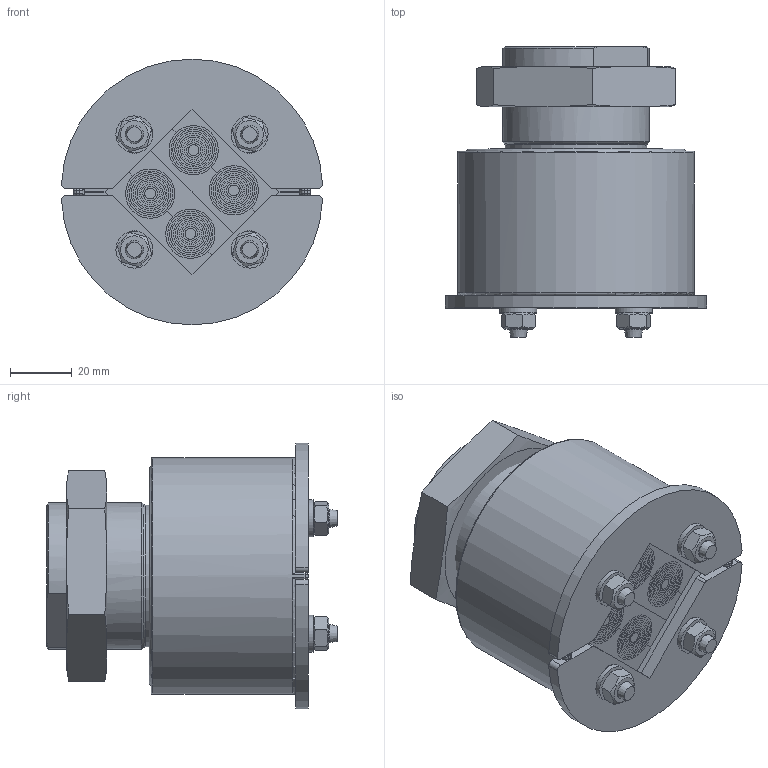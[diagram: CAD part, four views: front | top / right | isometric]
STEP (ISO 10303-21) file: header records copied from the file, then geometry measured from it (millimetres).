
FILE_DESCRIPTION(/* description */ (''),/* implementation_level */ '2;1');
FILE_NAME(/* name */ '100-190715_1_4_b.stp',/* time_stamp */ '2022-10-24T10:01:42+02:00',/* author */ ('se-danstr'),/* organization */ (''),/* preprocessor_version */ 'ST-DEVELOPER v18.1',/* originating_system */ 'Autodesk Inventor 2021',/* authorisation */ '');
FILE_SCHEMA (('AUTOMOTIVE_DESIGN { 1 0 10303 214 3 1 1 }'));
Length unit declared in the file: millimetre
Products named in the file (17): 100-190715; 100-190701; 100-211049; 100-062237 C R 70; ISO 4032 - M6; ISO 7089 - 6 - 140 HV; DIN 603 - M6 x 50; 100-003448; 100-061515 R70; 100-061514 R70; 100-004935; 100-004936; 100-004939; 100-004938; 100-004937; 100-182598; 100-193003
Assembly tree (37 placements, depth 4):
  100-190715
    100-190701
    100-211049
      100-062237 C R 70  x4
      ISO 4032 - M6  x4
      ISO 7089 - 6 - 140 HV  x4
      DIN 603 - M6 x 50  x4
      100-003448  x4
      100-061515 R70  x2
      100-061514 R70  x2
    100-004935  x2
      100-004936
        100-004939
        100-004938  x2
      100-004937
    100-182598
    100-193003
Bounding box: 84.9 x 94.5 x 86.41 mm (x, y, z)
Volume: 247905.6 mm3; surface area: 193063.8 mm2
Topology: 115 solids, 115 shells, 920 faces, 1987 edges, 1301 vertices
Faces by surface type: plane 552, cylinder 273, cone 41, torus 30, sphere 14, bspline 10
Full cylindrical faces by diameter (mm): 3.5 x4, 4.917 x4, 6 x8, 6.4 x4, 12 x4, 15.6 x4, 16.5 x4, 16.55 x4, 44.845 x1, 46 x1, 47.803 x1, 66 x1, 71 x2, 73 x2, 77 x1
Entity records: 9345 total; most frequent: CARTESIAN_POINT 2239, DIRECTION 1445, ORIENTED_EDGE 1278, EDGE_CURVE 639, AXIS2_PLACEMENT_3D 574, VERTEX_POINT 412, LINE 297, VECTOR 297
